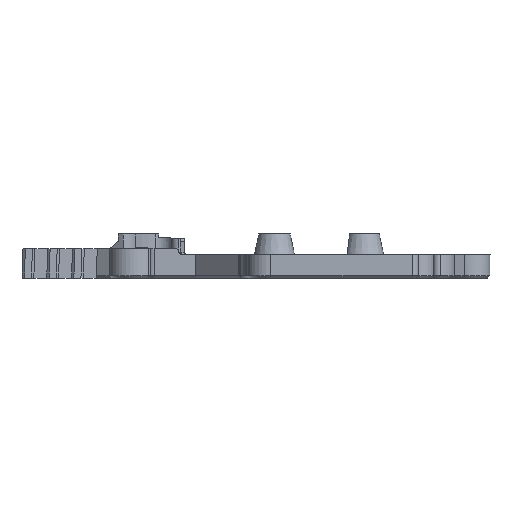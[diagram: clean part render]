
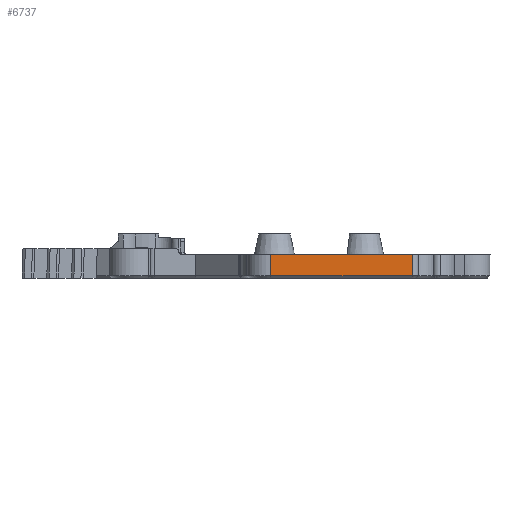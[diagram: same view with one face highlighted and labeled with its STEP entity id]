
A CAD part, left-side view. The second image highlights one B-rep face of the part: STEP entity #6737.
In plain terms, the highlighted planar face has unit normal (-1, 0, 0).
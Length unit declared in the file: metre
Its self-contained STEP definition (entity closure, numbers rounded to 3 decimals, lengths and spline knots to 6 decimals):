
#1112=ORIENTED_EDGE('',*,*,#2692,.F.);
#1113=ORIENTED_EDGE('',*,*,#3071,.T.);
#1114=ORIENTED_EDGE('',*,*,#3072,.T.);
#1115=ORIENTED_EDGE('',*,*,#3069,.T.);
#2692=EDGE_CURVE('',#3710,#3711,#4321,.T.);
#3069=EDGE_CURVE('',#4031,#3711,#4544,.T.);
#3071=EDGE_CURVE('',#3710,#4032,#4545,.T.);
#3072=EDGE_CURVE('',#4032,#4031,#4546,.T.);
#3710=VERTEX_POINT('',#9943);
#3711=VERTEX_POINT('',#9945);
#4031=VERTEX_POINT('',#10827);
#4032=VERTEX_POINT('',#10831);
#4321=LINE('',#9944,#4950);
#4544=LINE('',#10826,#5173);
#4545=LINE('',#10830,#5174);
#4546=LINE('',#10832,#5175);
#4950=VECTOR('',#7887,1.);
#5173=VECTOR('',#8492,1.);
#5174=VECTOR('',#8497,1.);
#5175=VECTOR('',#8498,1.);
#5635=EDGE_LOOP('',(#1112,#1113,#1114,#1115));
#6084=FACE_BOUND('',#5635,.T.);
#6469=PLANE('',#7320);
#6737=ADVANCED_FACE('',(#6084),#6469,.F.);
#7320=AXIS2_PLACEMENT_3D('',#10829,#8495,#8496);
#7887=DIRECTION('',(0.,-1.,0.));
#8492=DIRECTION('',(0.,0.,1.));
#8495=DIRECTION('',(1.,0.,0.));
#8496=DIRECTION('',(0.,1.,0.));
#8497=DIRECTION('',(0.,0.,-1.));
#8498=DIRECTION('',(0.,-1.,0.));
#9943=CARTESIAN_POINT('',(-0.026995,0.062952,0.068805));
#9944=CARTESIAN_POINT('',(-0.026995,0.056008,0.068805));
#9945=CARTESIAN_POINT('',(-0.026995,0.038859,0.068805));
#10826=CARTESIAN_POINT('',(-0.026995,0.038859,0.07326));
#10827=CARTESIAN_POINT('',(-0.026995,0.038859,0.065205));
#10829=CARTESIAN_POINT('',(-0.026995,0.065401,0.072793));
#10830=CARTESIAN_POINT('',(-0.026995,0.062952,0.07326));
#10831=CARTESIAN_POINT('',(-0.026995,0.062952,0.065205));
#10832=CARTESIAN_POINT('',(-0.026995,0.063908,0.065205));
